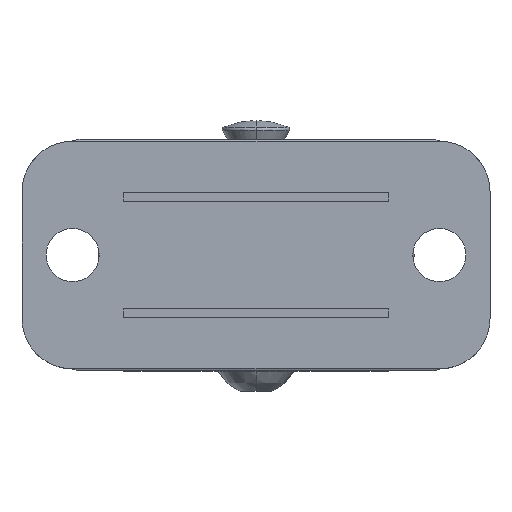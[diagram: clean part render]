
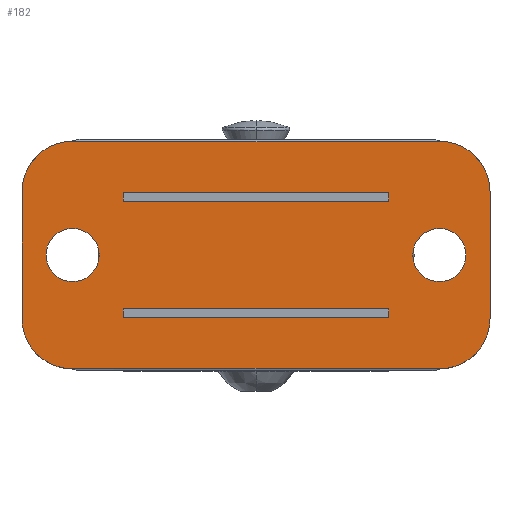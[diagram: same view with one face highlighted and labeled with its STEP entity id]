
A CAD part, top view. The second image highlights one B-rep face of the part: STEP entity #182.
In plain terms, the highlighted planar face has unit normal (0, 0, 1).
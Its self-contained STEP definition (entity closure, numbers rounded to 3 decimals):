
#182=ADVANCED_FACE('',(#572,#573,#574,#575,#576),#571,.F.);
#571=PLANE('',#1426);
#572=FACE_OUTER_BOUND('',#1427,.T.);
#573=FACE_BOUND('',#1428,.T.);
#574=FACE_BOUND('',#1429,.T.);
#575=FACE_BOUND('',#1430,.T.);
#576=FACE_BOUND('',#1431,.T.);
#1423=CARTESIAN_POINT('',(22.2,-10.74,22.5));
#1424=DIRECTION('',(0.,0.,-1.));
#1425=DIRECTION('',(-1.,0.,0.));
#1426=AXIS2_PLACEMENT_3D('',#1423,#1424,#1425);
#1427=EDGE_LOOP('',(#2086,#2087,#2088,#2089,#2090,#2091,#2092,#2093));
#1428=EDGE_LOOP('',(#2094,#2095,#2096,#2097));
#1429=EDGE_LOOP('',(#2098,#2099,#2100,#2101));
#1430=EDGE_LOOP('',(#2102,#2103));
#1431=EDGE_LOOP('',(#2104,#2105));
#2086=ORIENTED_EDGE('',*,*,#2396,.F.);
#2087=ORIENTED_EDGE('',*,*,#2393,.T.);
#2088=ORIENTED_EDGE('',*,*,#2461,.T.);
#2089=ORIENTED_EDGE('',*,*,#2459,.T.);
#2090=ORIENTED_EDGE('',*,*,#2457,.T.);
#2091=ORIENTED_EDGE('',*,*,#2462,.T.);
#2092=ORIENTED_EDGE('',*,*,#2438,.F.);
#2093=ORIENTED_EDGE('',*,*,#2442,.F.);
#2094=ORIENTED_EDGE('',*,*,#2463,.T.);
#2095=ORIENTED_EDGE('',*,*,#2407,.F.);
#2096=ORIENTED_EDGE('',*,*,#2415,.F.);
#2097=ORIENTED_EDGE('',*,*,#2413,.F.);
#2098=ORIENTED_EDGE('',*,*,#2444,.T.);
#2099=ORIENTED_EDGE('',*,*,#2464,.F.);
#2100=ORIENTED_EDGE('',*,*,#2452,.T.);
#2101=ORIENTED_EDGE('',*,*,#2448,.T.);
#2102=ORIENTED_EDGE('',*,*,#2465,.F.);
#2103=ORIENTED_EDGE('',*,*,#2466,.F.);
#2104=ORIENTED_EDGE('',*,*,#2467,.T.);
#2105=ORIENTED_EDGE('',*,*,#2468,.T.);
#2393=EDGE_CURVE('',#2801,#2794,#2802,.T.);
#2396=EDGE_CURVE('',#2801,#2821,#2822,.T.);
#2407=EDGE_CURVE('',#2897,#2898,#2899,.T.);
#2413=EDGE_CURVE('',#2933,#2940,#2941,.T.);
#2415=EDGE_CURVE('',#2940,#2897,#2953,.T.);
#2438=EDGE_CURVE('',#3106,#3107,#3108,.T.);
#2442=EDGE_CURVE('',#2821,#3106,#3132,.T.);
#2444=EDGE_CURVE('',#3144,#3145,#3146,.T.);
#2448=EDGE_CURVE('',#3172,#3144,#3173,.T.);
#2452=EDGE_CURVE('',#3199,#3172,#3200,.T.);
#2457=EDGE_CURVE('',#3232,#3225,#3233,.T.);
#2459=EDGE_CURVE('',#3245,#3232,#3246,.T.);
#2461=EDGE_CURVE('',#2794,#3245,#3258,.T.);
#2462=EDGE_CURVE('',#3225,#3107,#3264,.T.);
#2463=EDGE_CURVE('',#2933,#2898,#3270,.T.);
#2464=EDGE_CURVE('',#3199,#3145,#3276,.T.);
#2465=EDGE_CURVE('',#3282,#3283,#3284,.T.);
#2466=EDGE_CURVE('',#3283,#3282,#3290,.T.);
#2467=EDGE_CURVE('',#3296,#3297,#3298,.T.);
#2468=EDGE_CURVE('',#3297,#3296,#3304,.T.);
#2794=VERTEX_POINT('',#4137);
#2801=VERTEX_POINT('',#4142);
#2802=LINE('',#4143,#4144);
#2821=VERTEX_POINT('',#4155);
#2822=CIRCLE('',#4159,4.);
#2897=VERTEX_POINT('',#4207);
#2898=VERTEX_POINT('',#4208);
#2899=LINE('',#4209,#4210);
#2933=VERTEX_POINT('',#4228);
#2940=VERTEX_POINT('',#4232);
#2941=LINE('',#4233,#4234);
#2953=LINE('',#4239,#4240);
#3106=VERTEX_POINT('',#4332);
#3107=VERTEX_POINT('',#4333);
#3108=CIRCLE('',#4337,4.);
#3132=LINE('',#4348,#4349);
#3144=VERTEX_POINT('',#4354);
#3145=VERTEX_POINT('',#4355);
#3146=LINE('',#4356,#4357);
#3172=VERTEX_POINT('',#4370);
#3173=LINE('',#4371,#4372);
#3199=VERTEX_POINT('',#4385);
#3200=LINE('',#4386,#4387);
#3225=VERTEX_POINT('',#4400);
#3232=VERTEX_POINT('',#4405);
#3233=CIRCLE('',#4409,4.);
#3245=VERTEX_POINT('',#4413);
#3246=LINE('',#4414,#4415);
#3258=CIRCLE('',#4423,4.);
#3264=LINE('',#4424,#4425);
#3270=LINE('',#4427,#4428);
#3276=LINE('',#4430,#4431);
#3282=VERTEX_POINT('',#4433);
#3283=VERTEX_POINT('',#4434);
#3284=CIRCLE('',#4438,2.1);
#3290=CIRCLE('',#4442,2.1);
#3296=VERTEX_POINT('',#4443);
#3297=VERTEX_POINT('',#4444);
#3298=CIRCLE('',#4448,2.1);
#3304=CIRCLE('',#4452,2.1);
#4137=CARTESIAN_POINT('',(15.13,-8.95,22.5));
#4142=CARTESIAN_POINT('',(-15.13,-8.95,22.5));
#4143=CARTESIAN_POINT('',(-15.13,-8.95,22.5));
#4144=VECTOR('',#4145,30.261);
#4145=DIRECTION('',(1.,0.,0.));
#4155=CARTESIAN_POINT('',(-18.5,-5.,22.5));
#4156=CARTESIAN_POINT('',(-14.5,-5.,22.5));
#4157=DIRECTION('',(0.,0.,-1.));
#4158=DIRECTION('',(-1.,0.,0.));
#4159=AXIS2_PLACEMENT_3D('',#4156,#4157,#4158);
#4207=CARTESIAN_POINT('',(10.5,-4.25,22.5));
#4208=CARTESIAN_POINT('',(-10.5,-4.25,22.5));
#4209=CARTESIAN_POINT('',(10.5,-4.25,22.5));
#4210=VECTOR('',#4211,21.);
#4211=DIRECTION('',(-1.,0.,0.));
#4228=CARTESIAN_POINT('',(-10.5,-4.95,22.5));
#4232=CARTESIAN_POINT('',(10.5,-4.95,22.5));
#4233=CARTESIAN_POINT('',(-10.5,-4.95,22.5));
#4234=VECTOR('',#4235,21.);
#4235=DIRECTION('',(1.,0.,0.));
#4239=CARTESIAN_POINT('',(10.5,-4.95,22.5));
#4240=VECTOR('',#4241,0.7);
#4241=DIRECTION('',(0.,1.,0.));
#4332=CARTESIAN_POINT('',(-18.5,5.,22.5));
#4333=CARTESIAN_POINT('',(-15.13,8.95,22.5));
#4334=CARTESIAN_POINT('',(-14.5,5.,22.5));
#4335=DIRECTION('',(0.,0.,-1.));
#4336=DIRECTION('',(-1.,0.,0.));
#4337=AXIS2_PLACEMENT_3D('',#4334,#4335,#4336);
#4348=CARTESIAN_POINT('',(-18.5,-5.,22.5));
#4349=VECTOR('',#4350,10.);
#4350=DIRECTION('',(0.,1.,0.));
#4354=CARTESIAN_POINT('',(10.5,4.25,22.5));
#4355=CARTESIAN_POINT('',(-10.5,4.25,22.5));
#4356=CARTESIAN_POINT('',(10.5,4.25,22.5));
#4357=VECTOR('',#4358,21.);
#4358=DIRECTION('',(-1.,0.,0.));
#4370=CARTESIAN_POINT('',(10.5,4.95,22.5));
#4371=CARTESIAN_POINT('',(10.5,4.95,22.5));
#4372=VECTOR('',#4373,0.7);
#4373=DIRECTION('',(0.,-1.,0.));
#4385=CARTESIAN_POINT('',(-10.5,4.95,22.5));
#4386=CARTESIAN_POINT('',(-10.5,4.95,22.5));
#4387=VECTOR('',#4388,21.);
#4388=DIRECTION('',(1.,0.,0.));
#4400=CARTESIAN_POINT('',(15.13,8.95,22.5));
#4405=CARTESIAN_POINT('',(18.5,5.,22.5));
#4406=CARTESIAN_POINT('',(14.5,5.,22.5));
#4407=DIRECTION('',(0.,0.,1.));
#4408=DIRECTION('',(1.,0.,0.));
#4409=AXIS2_PLACEMENT_3D('',#4406,#4407,#4408);
#4413=CARTESIAN_POINT('',(18.5,-5.,22.5));
#4414=CARTESIAN_POINT('',(18.5,-5.,22.5));
#4415=VECTOR('',#4416,10.);
#4416=DIRECTION('',(0.,1.,0.));
#4420=CARTESIAN_POINT('',(14.5,-5.,22.5));
#4421=DIRECTION('',(0.,0.,1.));
#4422=DIRECTION('',(1.,0.,0.));
#4423=AXIS2_PLACEMENT_3D('',#4420,#4421,#4422);
#4424=CARTESIAN_POINT('',(15.13,8.95,22.5));
#4425=VECTOR('',#4426,30.261);
#4426=DIRECTION('',(-1.,0.,0.));
#4427=CARTESIAN_POINT('',(-10.5,-4.95,22.5));
#4428=VECTOR('',#4429,0.7);
#4429=DIRECTION('',(0.,1.,0.));
#4430=CARTESIAN_POINT('',(-10.5,4.95,22.5));
#4431=VECTOR('',#4432,0.7);
#4432=DIRECTION('',(0.,-1.,0.));
#4433=CARTESIAN_POINT('',(16.6,0.,22.5));
#4434=CARTESIAN_POINT('',(12.4,0.,22.5));
#4435=CARTESIAN_POINT('',(14.5,0.,22.5));
#4436=DIRECTION('',(0.,0.,1.));
#4437=DIRECTION('',(-1.,0.,0.));
#4438=AXIS2_PLACEMENT_3D('',#4435,#4436,#4437);
#4439=CARTESIAN_POINT('',(14.5,0.,22.5));
#4440=DIRECTION('',(0.,0.,1.));
#4441=DIRECTION('',(-1.,0.,0.));
#4442=AXIS2_PLACEMENT_3D('',#4439,#4440,#4441);
#4443=CARTESIAN_POINT('',(-12.4,0.,22.5));
#4444=CARTESIAN_POINT('',(-16.6,0.,22.5));
#4445=CARTESIAN_POINT('',(-14.5,0.,22.5));
#4446=DIRECTION('',(0.,0.,-1.));
#4447=DIRECTION('',(1.,0.,0.));
#4448=AXIS2_PLACEMENT_3D('',#4445,#4446,#4447);
#4449=CARTESIAN_POINT('',(-14.5,0.,22.5));
#4450=DIRECTION('',(0.,0.,-1.));
#4451=DIRECTION('',(1.,0.,0.));
#4452=AXIS2_PLACEMENT_3D('',#4449,#4450,#4451);
